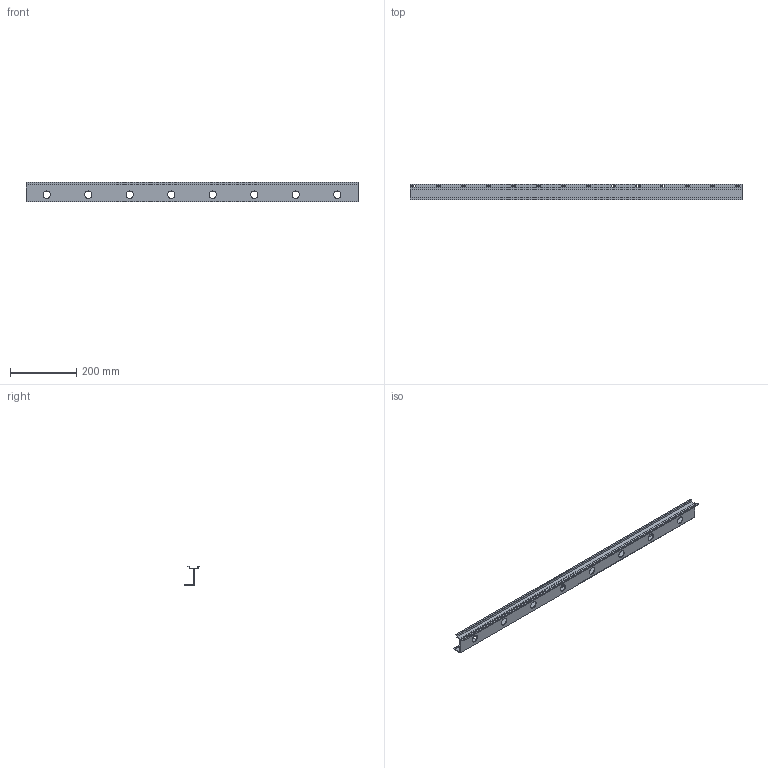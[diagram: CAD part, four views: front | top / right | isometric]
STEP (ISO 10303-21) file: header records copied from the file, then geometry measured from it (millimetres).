
FILE_DESCRIPTION (( 'STEP AP214' ), '1' );
FILE_NAME ('DN-R35SAL2.STEP', '2012-03-09T18:38:34', ( ' ' ), ( ' ' ), 'SwSTEP 2.0', 'SolidWorks 2011', '' );
FILE_SCHEMA (( 'AUTOMOTIVE_DESIGN' ));
Length unit declared in the file: millimetre
Products named in the file (1): DN-R35SAL2
Bounding box: 1000 x 45.5 x 58 mm (x, y, z)
Volume: 209535.6 mm3; surface area: 246964.8 mm2
Topology: 1 solids, 1 shells, 84 faces, 246 edges, 164 vertices
Faces by surface type: plane 48, cylinder 36
Full cylindrical faces by diameter (mm): 22.25 x8
Entity records: 2884 total; most frequent: CARTESIAN_POINT 487, DIRECTION 480, ORIENTED_EDGE 476, EDGE_CURVE 238, VECTOR 166, LINE 166, VERTEX_POINT 164, AXIS2_PLACEMENT_3D 157
